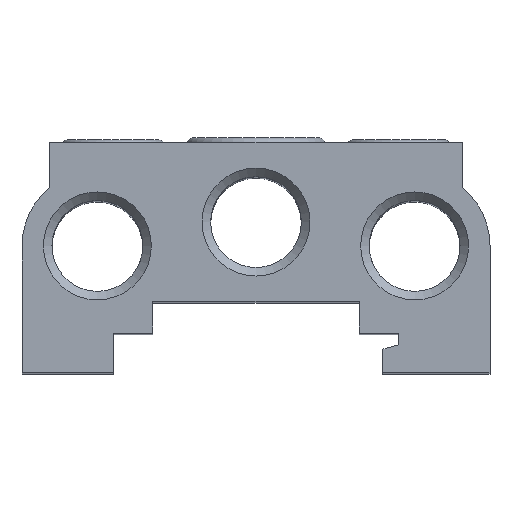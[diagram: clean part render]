
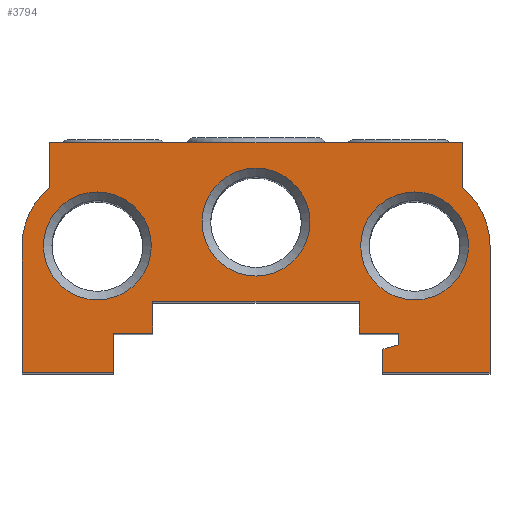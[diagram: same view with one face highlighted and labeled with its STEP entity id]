
A CAD part, top view. The second image highlights one B-rep face of the part: STEP entity #3794.
In plain terms, the highlighted planar face has unit normal (0, 0, 1).
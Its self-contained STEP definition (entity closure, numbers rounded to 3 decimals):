
#793=CARTESIAN_POINT('',(16.,3.,115.0));
#794=VERTEX_POINT('',#793);
#801=CARTESIAN_POINT('',(18.0,3.536,115.0));
#802=VERTEX_POINT('',#801);
#803=CARTESIAN_POINT('',(16.,3.,115.0));
#804=DIRECTION('',(0.966,0.259,0.0));
#805=VECTOR('',#804,2.071);
#806=LINE('',#803,#805);
#807=EDGE_CURVE('',#794,#802,#806,.T.);
#840=CARTESIAN_POINT('',(16.,0.0,115.0));
#841=VERTEX_POINT('',#840);
#848=CARTESIAN_POINT('',(16.,0.0,115.0));
#849=DIRECTION('',(0.0,1.0,0.0));
#850=VECTOR('',#849,3.);
#851=LINE('',#848,#850);
#852=EDGE_CURVE('',#841,#794,#851,.T.);
#864=CARTESIAN_POINT('',(29.5,0.0,115.0));
#865=VERTEX_POINT('',#864);
#880=CARTESIAN_POINT('',(29.5,16.0,115.0));
#881=VERTEX_POINT('',#880);
#888=CARTESIAN_POINT('',(29.5,16.0,115.0));
#889=DIRECTION('',(0.0,-1.0,0.0));
#890=VECTOR('',#889,16.0);
#891=LINE('',#888,#890);
#892=EDGE_CURVE('',#881,#865,#891,.T.);
#930=CARTESIAN_POINT('',(-26.8,16.0,115.0));
#931=VERTEX_POINT('',#930);
#932=CARTESIAN_POINT('',(-20.0,16.0,115.0));
#933=DIRECTION('',(0.0,0.0,-1.0));
#934=DIRECTION('',(-1.0,0.0,0.0));
#935=AXIS2_PLACEMENT_3D('',#932,#933,#934);
#936=CIRCLE('',#935,6.8);
#937=EDGE_CURVE('',#931,#931,#936,.T.);
#998=CARTESIAN_POINT('',(-6.8,19.0,115.0));
#999=VERTEX_POINT('',#998);
#1000=CARTESIAN_POINT('',(0.,19.0,115.0));
#1001=DIRECTION('',(0.0,0.0,-1.0));
#1002=DIRECTION('',(-1.0,0.0,0.0));
#1003=AXIS2_PLACEMENT_3D('',#1000,#1001,#1002);
#1004=CIRCLE('',#1003,6.8);
#1005=EDGE_CURVE('',#999,#999,#1004,.T.);
#1066=CARTESIAN_POINT('',(13.2,16.0,115.0));
#1067=VERTEX_POINT('',#1066);
#1068=CARTESIAN_POINT('',(20.0,16.0,115.0));
#1069=DIRECTION('',(0.0,0.0,-1.0));
#1070=DIRECTION('',(-1.0,0.0,0.0));
#1071=AXIS2_PLACEMENT_3D('',#1068,#1069,#1070);
#1072=CIRCLE('',#1071,6.8);
#1073=EDGE_CURVE('',#1067,#1067,#1072,.T.);
#3657=CARTESIAN_POINT('',(0.278,14.351,115.0));
#3658=DIRECTION('',(0.0,0.0,1.0));
#3659=DIRECTION('',(1.0,0.0,0.0));
#3660=AXIS2_PLACEMENT_3D('',#3657,#3658,#3659);
#3661=PLANE('',#3660);
#3662=CARTESIAN_POINT('',(-26.0,23.365,115.0));
#3663=VERTEX_POINT('',#3662);
#3664=CARTESIAN_POINT('',(-26.0,29.,115.0));
#3665=VERTEX_POINT('',#3664);
#3666=CARTESIAN_POINT('',(-26.0,23.365,115.0));
#3667=DIRECTION('',(0.0,1.0,0.0));
#3668=VECTOR('',#3667,5.635);
#3669=LINE('',#3666,#3668);
#3670=EDGE_CURVE('',#3663,#3665,#3669,.T.);
#3671=ORIENTED_EDGE('',*,*,#3670,.F.);
#3672=CARTESIAN_POINT('',(-29.5,16.,115.0));
#3673=VERTEX_POINT('',#3672);
#3674=CARTESIAN_POINT('',(-20.0,16.0,115.0));
#3675=DIRECTION('',(0.0,0.0,-1.0));
#3676=DIRECTION('',(-0.632,0.775,0.0));
#3677=AXIS2_PLACEMENT_3D('',#3674,#3675,#3676);
#3678=CIRCLE('',#3677,9.5);
#3679=EDGE_CURVE('',#3673,#3663,#3678,.T.);
#3680=ORIENTED_EDGE('',*,*,#3679,.F.);
#3681=CARTESIAN_POINT('',(-29.5,0.0,115.0));
#3682=VERTEX_POINT('',#3681);
#3683=CARTESIAN_POINT('',(-29.5,0.0,115.0));
#3684=DIRECTION('',(0.0,1.0,0.0));
#3685=VECTOR('',#3684,16.);
#3686=LINE('',#3683,#3685);
#3687=EDGE_CURVE('',#3682,#3673,#3686,.T.);
#3688=ORIENTED_EDGE('',*,*,#3687,.F.);
#3689=CARTESIAN_POINT('',(-18.0,0.0,115.0));
#3690=VERTEX_POINT('',#3689);
#3691=CARTESIAN_POINT('',(-18.0,0.0,115.0));
#3692=DIRECTION('',(-1.0,0.0,0.0));
#3693=VECTOR('',#3692,11.5);
#3694=LINE('',#3691,#3693);
#3695=EDGE_CURVE('',#3690,#3682,#3694,.T.);
#3696=ORIENTED_EDGE('',*,*,#3695,.F.);
#3697=CARTESIAN_POINT('',(-18.0,5.0,115.0));
#3698=VERTEX_POINT('',#3697);
#3699=CARTESIAN_POINT('',(-18.0,5.0,115.0));
#3700=DIRECTION('',(0.0,-1.0,0.0));
#3701=VECTOR('',#3700,5.0);
#3702=LINE('',#3699,#3701);
#3703=EDGE_CURVE('',#3698,#3690,#3702,.T.);
#3704=ORIENTED_EDGE('',*,*,#3703,.F.);
#3705=CARTESIAN_POINT('',(-13.0,5.0,115.0));
#3706=VERTEX_POINT('',#3705);
#3707=CARTESIAN_POINT('',(-13.0,5.0,115.0));
#3708=DIRECTION('',(-1.0,0.0,0.0));
#3709=VECTOR('',#3708,5.0);
#3710=LINE('',#3707,#3709);
#3711=EDGE_CURVE('',#3706,#3698,#3710,.T.);
#3712=ORIENTED_EDGE('',*,*,#3711,.F.);
#3713=CARTESIAN_POINT('',(-13.0,9.0,115.0));
#3714=VERTEX_POINT('',#3713);
#3715=CARTESIAN_POINT('',(-13.0,9.0,115.0));
#3716=DIRECTION('',(0.0,-1.0,0.0));
#3717=VECTOR('',#3716,4.0);
#3718=LINE('',#3715,#3717);
#3719=EDGE_CURVE('',#3714,#3706,#3718,.T.);
#3720=ORIENTED_EDGE('',*,*,#3719,.F.);
#3721=CARTESIAN_POINT('',(13.,9.0,115.0));
#3722=VERTEX_POINT('',#3721);
#3723=CARTESIAN_POINT('',(13.,9.0,115.0));
#3724=DIRECTION('',(-1.0,0.0,0.0));
#3725=VECTOR('',#3724,26.);
#3726=LINE('',#3723,#3725);
#3727=EDGE_CURVE('',#3722,#3714,#3726,.T.);
#3728=ORIENTED_EDGE('',*,*,#3727,.F.);
#3729=CARTESIAN_POINT('',(13.,5.0,115.0));
#3730=VERTEX_POINT('',#3729);
#3731=CARTESIAN_POINT('',(13.,5.0,115.0));
#3732=DIRECTION('',(0.0,1.0,0.0));
#3733=VECTOR('',#3732,4.0);
#3734=LINE('',#3731,#3733);
#3735=EDGE_CURVE('',#3730,#3722,#3734,.T.);
#3736=ORIENTED_EDGE('',*,*,#3735,.F.);
#3737=CARTESIAN_POINT('',(18.,5.0,115.0));
#3738=VERTEX_POINT('',#3737);
#3739=CARTESIAN_POINT('',(18.,5.0,115.0));
#3740=DIRECTION('',(-1.0,0.0,0.0));
#3741=VECTOR('',#3740,5.);
#3742=LINE('',#3739,#3741);
#3743=EDGE_CURVE('',#3738,#3730,#3742,.T.);
#3744=ORIENTED_EDGE('',*,*,#3743,.F.);
#3745=CARTESIAN_POINT('',(18.0,3.536,115.0));
#3746=DIRECTION('',(0.0,1.0,0.0));
#3747=VECTOR('',#3746,1.464);
#3748=LINE('',#3745,#3747);
#3749=EDGE_CURVE('',#802,#3738,#3748,.T.);
#3750=ORIENTED_EDGE('',*,*,#3749,.F.);
#3751=ORIENTED_EDGE('',*,*,#807,.F.);
#3752=ORIENTED_EDGE('',*,*,#852,.F.);
#3753=CARTESIAN_POINT('',(29.5,0.0,115.0));
#3754=DIRECTION('',(-1.0,0.0,0.0));
#3755=VECTOR('',#3754,13.5);
#3756=LINE('',#3753,#3755);
#3757=EDGE_CURVE('',#865,#841,#3756,.T.);
#3758=ORIENTED_EDGE('',*,*,#3757,.F.);
#3759=ORIENTED_EDGE('',*,*,#892,.F.);
#3760=CARTESIAN_POINT('',(26.0,23.365,115.0));
#3761=VERTEX_POINT('',#3760);
#3762=CARTESIAN_POINT('',(20.0,16.0,115.0));
#3763=DIRECTION('',(0.0,0.0,-1.0));
#3764=DIRECTION('',(1.0,0.0,0.0));
#3765=AXIS2_PLACEMENT_3D('',#3762,#3763,#3764);
#3766=CIRCLE('',#3765,9.5);
#3767=EDGE_CURVE('',#3761,#881,#3766,.T.);
#3768=ORIENTED_EDGE('',*,*,#3767,.F.);
#3769=CARTESIAN_POINT('',(26.0,29.,115.0));
#3770=VERTEX_POINT('',#3769);
#3771=CARTESIAN_POINT('',(26.0,29.,115.0));
#3772=DIRECTION('',(0.0,-1.0,0.0));
#3773=VECTOR('',#3772,5.635);
#3774=LINE('',#3771,#3773);
#3775=EDGE_CURVE('',#3770,#3761,#3774,.T.);
#3776=ORIENTED_EDGE('',*,*,#3775,.F.);
#3777=CARTESIAN_POINT('',(-26.0,29.,115.0));
#3778=DIRECTION('',(1.0,0.0,0.0));
#3779=VECTOR('',#3778,52.0);
#3780=LINE('',#3777,#3779);
#3781=EDGE_CURVE('',#3665,#3770,#3780,.T.);
#3782=ORIENTED_EDGE('',*,*,#3781,.F.);
#3783=EDGE_LOOP('',(#3671,#3680,#3688,#3696,#3704,#3712,#3720,#3728,#3736,#3744,#3750,#3751,#3752,#3758,#3759,#3768,#3776,#3782));
#3784=FACE_OUTER_BOUND('',#3783,.T.);
#3785=ORIENTED_EDGE('',*,*,#937,.T.);
#3786=EDGE_LOOP('',(#3785));
#3787=FACE_BOUND('',#3786,.T.);
#3788=ORIENTED_EDGE('',*,*,#1005,.T.);
#3789=EDGE_LOOP('',(#3788));
#3790=FACE_BOUND('',#3789,.T.);
#3791=ORIENTED_EDGE('',*,*,#1073,.T.);
#3792=EDGE_LOOP('',(#3791));
#3793=FACE_BOUND('',#3792,.T.);
#3794=ADVANCED_FACE('',(#3784,#3787,#3790,#3793),#3661,.T.);
